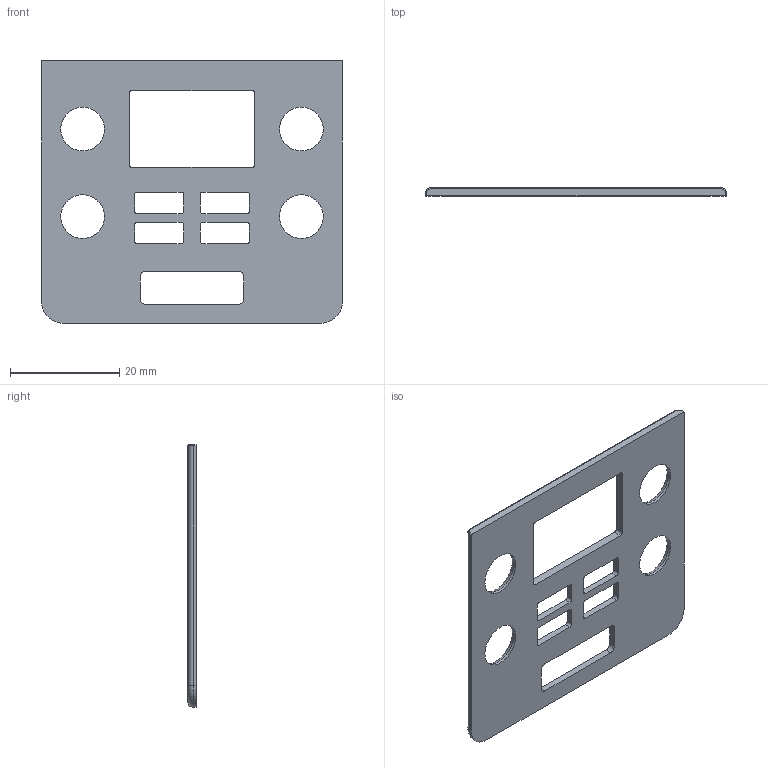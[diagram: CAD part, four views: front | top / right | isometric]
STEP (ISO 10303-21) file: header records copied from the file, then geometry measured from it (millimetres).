
FILE_DESCRIPTION(('produced by SPATIAL CORP'),'2;1');
FILE_NAME( 'sw_plate_.prt.hh.sat.stp', '2002-04-19T13:52:14+00:00',('SPATIAL CORP'),('SPATIAL CORP'), 'ACIS STEP Husk','http://www.spatial.com','SPATIAL CORP');
FILE_SCHEMA(('CONFIG_CONTROL_DESIGN'));
Length unit declared in the file: millimetre
Products named in the file (1): PRODUCT_ID_1
Bounding box: 55 x 1.5 x 48 mm (x, y, z)
Volume: 2652.9 mm3; surface area: 4372.5 mm2
Topology: 1 solids, 1 shells, 105 faces, 290 edges, 188 vertices
Faces by surface type: cylinder 46, plane 39, torus 20
Entity records: 3399 total; most frequent: DIRECTION 590, ORIENTED_EDGE 580, CARTESIAN_POINT 559, EDGE_CURVE 290, AXIS2_PLACEMENT_3D 219, VERTEX_POINT 188, VECTOR 152, LINE 152
